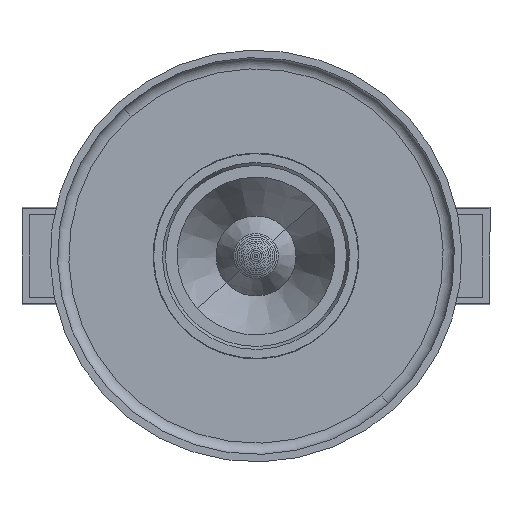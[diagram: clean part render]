
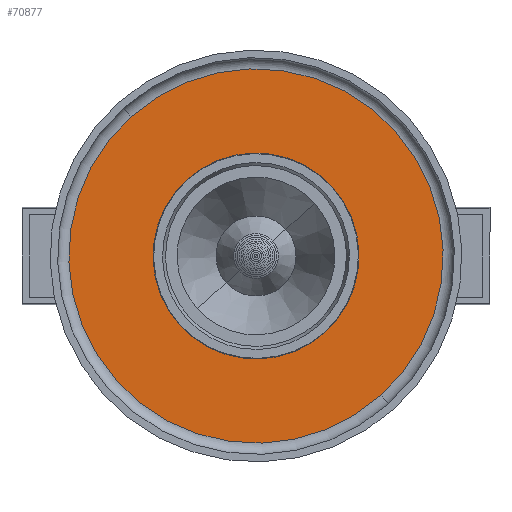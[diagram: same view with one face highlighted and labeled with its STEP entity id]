
A CAD part, front view. The second image highlights one B-rep face of the part: STEP entity #70877.
In plain terms, the highlighted face is planar.
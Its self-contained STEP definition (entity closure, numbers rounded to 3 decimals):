
#1532 = CARTESIAN_POINT ( 'NONE',  ( 0., 0., -148. ) ) ;
#2707 = VERTEX_POINT ( 'NONE', #63107 ) ;
#8011 = PLANE ( 'NONE',  #73175 ) ;
#9768 = CIRCLE ( 'NONE', #10022, 21. ) ;
#10022 = AXIS2_PLACEMENT_3D ( 'NONE', #17231, #35973, #60227 ) ;
#11805 = ORIENTED_EDGE ( 'NONE', *, *, #50276, .F. ) ;
#12983 = CIRCLE ( 'NONE', #17104, 50. ) ;
#13724 = DIRECTION ( 'NONE',  ( 0., 0., -1. ) ) ;
#13775 = VERTEX_POINT ( 'NONE', #15865 ) ;
#14269 = EDGE_LOOP ( 'NONE', ( #60635, #30655 ) ) ;
#14535 = EDGE_LOOP ( 'NONE', ( #69420, #11805 ) ) ;
#15865 = CARTESIAN_POINT ( 'NONE',  ( -21., 0., -148. ) ) ;
#17104 = AXIS2_PLACEMENT_3D ( 'NONE', #29432, #65325, #72144 ) ;
#17231 = CARTESIAN_POINT ( 'NONE',  ( 0., 0., -148. ) ) ;
#20030 = CARTESIAN_POINT ( 'NONE',  ( -50., 0., -148. ) ) ;
#20200 = FACE_BOUND ( 'NONE', #14269, .T. ) ;
#26491 = DIRECTION ( 'NONE',  ( 0., 0., -1. ) ) ;
#27481 = VERTEX_POINT ( 'NONE', #72040 ) ;
#27696 = EDGE_CURVE ( 'NONE', #27481, #13775, #64082, .T. ) ;
#29432 = CARTESIAN_POINT ( 'NONE',  ( 0., 0., -148. ) ) ;
#30655 = ORIENTED_EDGE ( 'NONE', *, *, #27696, .T. ) ;
#35075 = AXIS2_PLACEMENT_3D ( 'NONE', #1532, #13724, #55965 ) ;
#35973 = DIRECTION ( 'NONE',  ( 0., 0., -1. ) ) ;
#38404 = AXIS2_PLACEMENT_3D ( 'NONE', #75681, #58029, #39618 ) ;
#39105 = EDGE_CURVE ( 'NONE', #13775, #27481, #9768, .T. ) ;
#39618 = DIRECTION ( 'NONE',  ( -1., 0., 0. ) ) ;
#50276 = EDGE_CURVE ( 'NONE', #2707, #57562, #12983, .T. ) ;
#50288 = DIRECTION ( 'NONE',  ( -1., 0., 0. ) ) ;
#52368 = FACE_OUTER_BOUND ( 'NONE', #14535, .T. ) ;
#55965 = DIRECTION ( 'NONE',  ( -1., 0., 0. ) ) ;
#56831 = CARTESIAN_POINT ( 'NONE',  ( 50., 0., -148. ) ) ;
#57562 = VERTEX_POINT ( 'NONE', #20030 ) ;
#58029 = DIRECTION ( 'NONE',  ( 0., 0., -1. ) ) ;
#60227 = DIRECTION ( 'NONE',  ( -1., 0., 0. ) ) ;
#60635 = ORIENTED_EDGE ( 'NONE', *, *, #39105, .T. ) ;
#63107 = CARTESIAN_POINT ( 'NONE',  ( 50., 0., -148. ) ) ;
#64082 = CIRCLE ( 'NONE', #38404, 21. ) ;
#65239 = CIRCLE ( 'NONE', #35075, 50. ) ;
#65325 = DIRECTION ( 'NONE',  ( 0., 0., -1. ) ) ;
#65525 = EDGE_CURVE ( 'NONE', #57562, #2707, #65239, .T. ) ;
#69420 = ORIENTED_EDGE ( 'NONE', *, *, #65525, .F. ) ;
#70877 = ADVANCED_FACE ( 'NONE', ( #52368, #20200 ), #8011, .F. ) ;
#72040 = CARTESIAN_POINT ( 'NONE',  ( 21., 0., -148. ) ) ;
#72144 = DIRECTION ( 'NONE',  ( -1., 0., 0. ) ) ;
#73175 = AXIS2_PLACEMENT_3D ( 'NONE', #56831, #26491, #50288 ) ;
#75681 = CARTESIAN_POINT ( 'NONE',  ( 0., 0., -148. ) ) ;
